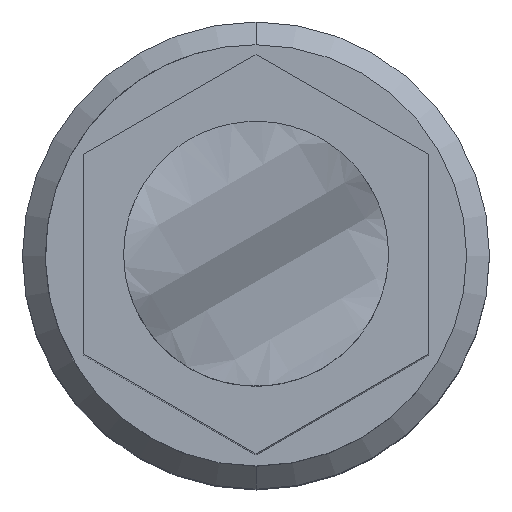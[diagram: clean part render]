
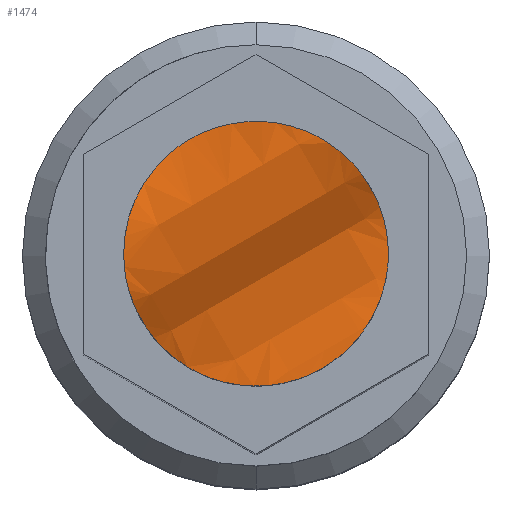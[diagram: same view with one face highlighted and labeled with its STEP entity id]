
A CAD part, top view. The second image highlights one B-rep face of the part: STEP entity #1474.
In plain terms, the highlighted face is a extrusion surface.
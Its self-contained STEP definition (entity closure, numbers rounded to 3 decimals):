
#497=CARTESIAN_POINT('',(-0.622,1.078,-185.632));
#498=CARTESIAN_POINT('',(-0.555,1.117,
-185.632));
#499=CARTESIAN_POINT('',(-0.414,1.181,
-185.623));
#500=CARTESIAN_POINT('',(-0.186,1.238,
-185.581));
#501=CARTESIAN_POINT('',(0.045,1.251,-185.512));
#502=CARTESIAN_POINT('',(0.27,1.222,-185.45));
#503=CARTESIAN_POINT('',(0.485,1.153,-185.414));
#504=CARTESIAN_POINT('',(0.674,1.053,-185.407));
#505=CARTESIAN_POINT('',(0.829,0.934,
-185.433));
#506=CARTESIAN_POINT('',(0.947,0.813,
-185.484));
#507=CARTESIAN_POINT('',(1.039,0.69,-185.573));
#508=CARTESIAN_POINT('',(1.114,0.562,-185.685));
#509=CARTESIAN_POINT('',(1.182,0.404,-185.786));
#510=CARTESIAN_POINT('',(1.233,0.21,-185.842));
#511=CARTESIAN_POINT('',(1.245,0.071,-185.853));
#512=CARTESIAN_POINT('',(1.245,0.,-185.853));
#514=CARTESIAN_POINT('',(-1.245,0.,-185.411));
#515=CARTESIAN_POINT('',(-1.245,0.066,-185.411));
#516=CARTESIAN_POINT('',(-1.234,0.203,
-185.42));
#517=CARTESIAN_POINT('',(-1.18,0.417,
-185.46));
#518=CARTESIAN_POINT('',(-1.088,0.618,
-185.524));
#519=CARTESIAN_POINT('',(-0.962,0.801,
-185.587));
#520=CARTESIAN_POINT('',(-0.801,0.961,
-185.625));
#521=CARTESIAN_POINT('',(-0.683,1.043,
-185.632));
#522=CARTESIAN_POINT('',(-0.622,1.078,-185.632));
#528=CARTESIAN_POINT('',(-1.245,0.,-185.411));
#529=CARTESIAN_POINT('',(-1.245,-0.035,-185.411));
#530=CARTESIAN_POINT('',(-1.242,-0.103,
-185.414));
#531=CARTESIAN_POINT('',(-1.23,-0.197,
-185.426));
#532=CARTESIAN_POINT('',(-1.213,-0.284,
-185.445));
#533=CARTESIAN_POINT('',(-1.19,-0.367,
-185.471));
#534=CARTESIAN_POINT('',(-1.162,-0.447,
-185.506));
#535=CARTESIAN_POINT('',(-1.129,-0.526,
-185.555));
#536=CARTESIAN_POINT('',(-1.088,-0.607,
-185.619));
#537=CARTESIAN_POINT('',(-1.038,-0.69,
-185.688));
#538=CARTESIAN_POINT('',(-0.984,-0.764,
-185.744));
#539=CARTESIAN_POINT('',(-0.927,-0.831,
-185.785));
#540=CARTESIAN_POINT('',(-0.867,-0.894,
-185.814));
#541=CARTESIAN_POINT('',(-0.802,-0.953,
-185.835));
#542=CARTESIAN_POINT('',(-0.73,-1.01,
-185.848));
#543=CARTESIAN_POINT('',(-0.649,-1.063,
-185.854));
#544=CARTESIAN_POINT('',(-0.559,-1.113,
-185.853));
#545=CARTESIAN_POINT('',(-0.461,-1.158,
-185.843));
#546=CARTESIAN_POINT('',(-0.354,-1.195,
-185.826));
#547=CARTESIAN_POINT('',(-0.238,-1.224,
-185.801));
#548=CARTESIAN_POINT('',(-0.114,-1.242,
-185.772));
#549=CARTESIAN_POINT('',(0.017,-1.247,
-185.739));
#550=CARTESIAN_POINT('',(0.143,-1.238,
-185.702));
#551=CARTESIAN_POINT('',(0.257,-1.219,
-185.67));
#552=CARTESIAN_POINT('',(0.364,-1.192,
-185.65));
#553=CARTESIAN_POINT('',(0.465,-1.156,
-185.638));
#554=CARTESIAN_POINT('',(0.565,-1.111,
-185.632));
#555=CARTESIAN_POINT('',(0.664,-1.054,
-185.632));
#556=CARTESIAN_POINT('',(0.757,-0.99,
-185.637));
#557=CARTESIAN_POINT('',(0.84,-0.921,
-185.648));
#558=CARTESIAN_POINT('',(0.916,-0.845,
-185.667));
#559=CARTESIAN_POINT('',(0.987,-0.762,
-185.695));
#560=CARTESIAN_POINT('',(1.053,-0.667,
-185.73));
#561=CARTESIAN_POINT('',(1.115,-0.557,
-185.763));
#562=CARTESIAN_POINT('',(1.167,-0.439,
-185.793));
#563=CARTESIAN_POINT('',(1.204,-0.323,
-185.819));
#564=CARTESIAN_POINT('',(1.228,-0.21,
-185.839));
#565=CARTESIAN_POINT('',(1.242,-0.101,
-185.851));
#566=CARTESIAN_POINT('',(1.245,-0.033,-185.853));
#567=CARTESIAN_POINT('',(1.245,0.,-185.853));
#708=VERTEX_POINT('',#514);
#709=VERTEX_POINT('',#522);
#710=CARTESIAN_POINT('',(1.245,0.,-185.853));
#711=VERTEX_POINT('',#710);
#1449=CARTESIAN_POINT('',(-2.484,-2.9,
-185.621));
#1450=CARTESIAN_POINT('',(-2.489,-2.893,
-185.624));
#1451=CARTESIAN_POINT('',(-2.517,-2.844,
-185.65));
#1452=CARTESIAN_POINT('',(-2.558,-2.773,
-185.726));
#1453=CARTESIAN_POINT('',(-2.639,-2.633,
-185.798));
#1454=CARTESIAN_POINT('',(-2.749,-2.442,
-185.86));
#1455=CARTESIAN_POINT('',(-2.881,-2.212,
-185.854));
#1456=CARTESIAN_POINT('',(-3.013,-1.984,
-185.778));
#1457=CARTESIAN_POINT('',(-3.11,-1.817,
-185.647));
#1458=CARTESIAN_POINT('',(-3.205,-1.652,
-185.508));
#1459=CARTESIAN_POINT('',(-3.323,-1.448,
-185.422));
#1460=CARTESIAN_POINT('',(-3.468,-1.196,
-185.398));
#1461=CARTESIAN_POINT('',(-3.621,-0.932,
-185.464));
#1462=CARTESIAN_POINT('',(-3.704,-0.787,
-185.586));
#1463=CARTESIAN_POINT('',(-3.749,-0.71,
-185.642));
#1464=CARTESIAN_POINT('',(-3.753,-0.703,
-185.646));
#1466=DIRECTION('',(0.866,0.5,0.));
#1467=VECTOR('',#1466,1.);
#1468=SURFACE_OF_LINEAR_EXTRUSION('',#1465,#1467);
#1469=ORIENTED_EDGE('',*,*,#1439,.T.);
#1470=ORIENTED_EDGE('',*,*,#1427,.F.);
#1471=ORIENTED_EDGE('',*,*,#1441,.T.);
#1472=EDGE_LOOP('',(#1469,#1470,#1471));
#1473=FACE_OUTER_BOUND('',#1472,.F.);
#1474=ADVANCED_FACE('',(#1473),#1468,.F.);
#513=B_SPLINE_CURVE_WITH_KNOTS('',3,(#497,#498,#499,#500,#501,#502,#503,#504,
#505,#506,#507,#508,#509,#510,#511,#512),.UNSPECIFIED.,.F.,.F.,(4,1,1,1,1,1,1,1,
1,1,1,1,1,4),(0.,0.077,0.154,0.231,
0.308,0.385,0.462,0.538,
0.615,0.692,0.769,0.846,
0.923,1.),.UNSPECIFIED.);
#523=B_SPLINE_CURVE_WITH_KNOTS('',3,(#514,#515,#516,#517,#518,#519,#520,#521,
#522),.UNSPECIFIED.,.F.,.F.,(4,1,1,1,1,1,4),(0.,0.167,
0.333,0.5,0.667,0.833,1.),
.UNSPECIFIED.);
#568=B_SPLINE_CURVE_WITH_KNOTS('',3,(#528,#529,#530,#531,#532,#533,#534,#535,
#536,#537,#538,#539,#540,#541,#542,#543,#544,#545,#546,#547,#548,#549,#550,#551,
#552,#553,#554,#555,#556,#557,#558,#559,#560,#561,#562,#563,#564,#565,#566,
#567),.UNSPECIFIED.,.F.,.F.,(4,1,1,1,1,1,1,1,1,1,1,1,1,1,1,1,1,1,1,1,1,1,1,1,1,
1,1,1,1,1,1,1,1,1,1,1,1,4),(0.,0.027,0.054,
0.081,0.108,0.135,0.162,
0.189,0.216,0.243,0.27,
0.297,0.324,0.351,0.378,
0.405,0.432,0.459,0.486,
0.514,0.541,0.568,0.595,
0.622,0.649,0.676,0.703,
0.73,0.757,0.784,0.811,
0.838,0.865,0.892,0.919,
0.946,0.973,1.),.UNSPECIFIED.);
#1427=EDGE_CURVE('',#708,#711,#568,.T.);
#1439=EDGE_CURVE('',#709,#711,#513,.T.);
#1441=EDGE_CURVE('',#708,#709,#523,.T.);
#1465=B_SPLINE_CURVE_WITH_KNOTS('',3,(#1449,#1450,#1451,#1452,#1453,#1454,#1455,
#1456,#1457,#1458,#1459,#1460,#1461,#1462,#1463,#1464),.UNSPECIFIED.,.F.,.F.,(4,
1,1,1,1,1,1,1,1,1,1,1,1,4),(0.,0.01,0.07,
0.117,0.204,0.318,0.403,
0.501,0.571,0.661,0.771,
0.889,0.99,1.),.UNSPECIFIED.);
